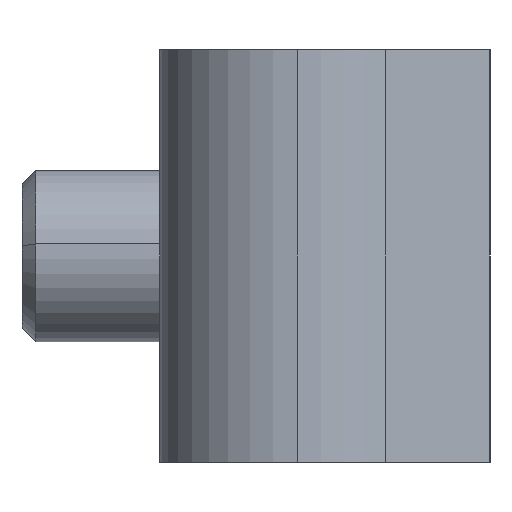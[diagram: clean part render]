
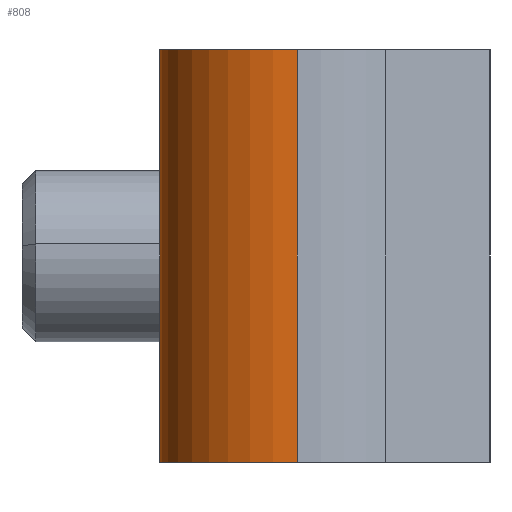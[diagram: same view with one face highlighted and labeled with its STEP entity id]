
A CAD part, left-side view. The second image highlights one B-rep face of the part: STEP entity #808.
In plain terms, the highlighted cylindrical face has radius 2 mm (diameter 4 mm), a partial arc.
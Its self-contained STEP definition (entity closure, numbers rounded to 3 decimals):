
#47 = EDGE_CURVE ( 'NONE', #372, #333, #920, .T. ) ;
#58 = AXIS2_PLACEMENT_3D ( 'NONE', #214, #254, #256 ) ;
#60 = AXIS2_PLACEMENT_3D ( 'NONE', #423, #424, #425 ) ;
#67 = EDGE_CURVE ( 'NONE', #331, #371, #893, .T. ) ;
#71 = AXIS2_PLACEMENT_3D ( 'NONE', #309, #307, #270 ) ;
#74 = EDGE_CURVE ( 'NONE', #331, #372, #883, .T. ) ;
#133 = EDGE_CURVE ( 'NONE', #371, #333, #931, .T. ) ;
#214 = CARTESIAN_POINT ( 'NONE',  ( -9.138, -2., 0. ) ) ;
#254 = DIRECTION ( 'NONE',  ( 0., 0., -1. ) ) ;
#256 = DIRECTION ( 'NONE',  ( 1., 0., 0. ) ) ;
#270 = DIRECTION ( 'NONE',  ( -1., 0., 0. ) ) ;
#298 = CARTESIAN_POINT ( 'NONE',  ( -11.138, -2., 6. ) ) ;
#307 = DIRECTION ( 'NONE',  ( 0., 0., -1. ) ) ;
#309 = CARTESIAN_POINT ( 'NONE',  ( -9.138, -2., 6. ) ) ;
#331 = VERTEX_POINT ( 'NONE', #461 ) ;
#333 = VERTEX_POINT ( 'NONE', #456 ) ;
#371 = VERTEX_POINT ( 'NONE', #463 ) ;
#372 = VERTEX_POINT ( 'NONE', #459 ) ;
#423 = CARTESIAN_POINT ( 'NONE',  ( -9.138, -2., 6. ) ) ;
#424 = DIRECTION ( 'NONE',  ( 0., 0., -1. ) ) ;
#425 = DIRECTION ( 'NONE',  ( 1., 0., 0. ) ) ;
#451 = DIRECTION ( 'NONE',  ( 0., 0., -1. ) ) ;
#456 = CARTESIAN_POINT ( 'NONE',  ( -9.138, 0., 0. ) ) ;
#459 = CARTESIAN_POINT ( 'NONE',  ( -9.138, 0., 6. ) ) ;
#461 = CARTESIAN_POINT ( 'NONE',  ( -11.138, -2., 6. ) ) ;
#463 = CARTESIAN_POINT ( 'NONE',  ( -11.138, -2., 0. ) ) ;
#501 = CARTESIAN_POINT ( 'NONE',  ( -9.138, 0., 6. ) ) ;
#503 = DIRECTION ( 'NONE',  ( 0., 0., -1. ) ) ;
#808 = ADVANCED_FACE ( 'NONE', ( #1176 ), #1171, .T. ) ;
#883 = CIRCLE ( 'NONE', #60, 2. ) ;
#893 = LINE ( 'NONE', #298, #895 ) ;
#895 = VECTOR ( 'NONE', #451, 1000. ) ;
#912 = VECTOR ( 'NONE', #503, 1000. ) ;
#920 = LINE ( 'NONE', #501, #912 ) ;
#931 = CIRCLE ( 'NONE', #58, 2. ) ;
#1035 = ORIENTED_EDGE ( 'NONE', *, *, #47, .T. ) ;
#1081 = ORIENTED_EDGE ( 'NONE', *, *, #74, .T. ) ;
#1119 = ORIENTED_EDGE ( 'NONE', *, *, #133, .F. ) ;
#1126 = EDGE_LOOP ( 'NONE', ( #1238, #1081, #1035, #1119 ) ) ;
#1171 = CYLINDRICAL_SURFACE ( 'NONE', #71, 2. ) ;
#1176 = FACE_OUTER_BOUND ( 'NONE', #1126, .T. ) ;
#1238 = ORIENTED_EDGE ( 'NONE', *, *, #67, .F. ) ;
